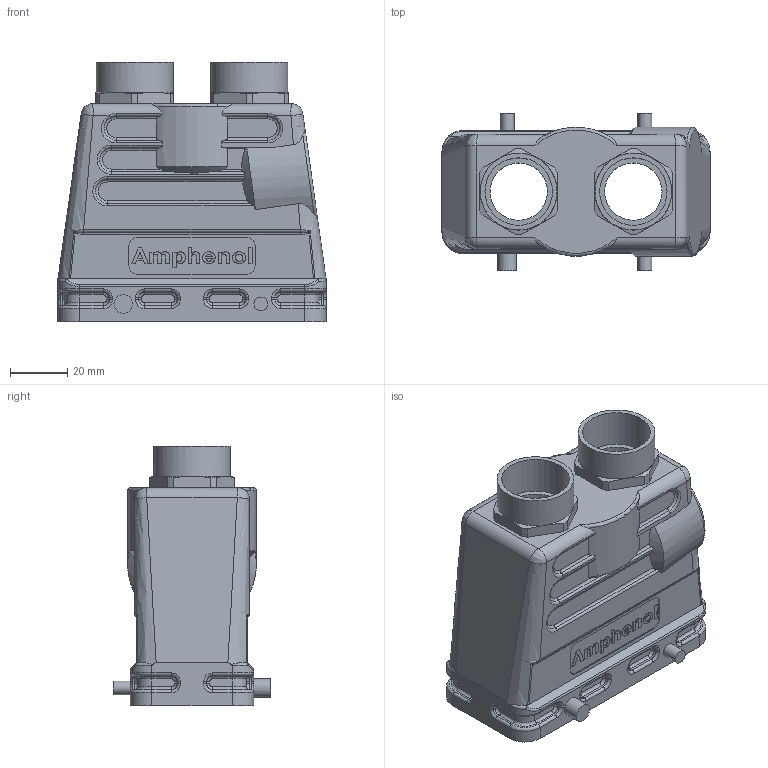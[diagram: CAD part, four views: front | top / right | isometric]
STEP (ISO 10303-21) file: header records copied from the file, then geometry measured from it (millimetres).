
FILE_DESCRIPTION(/* description */ (''),/* implementation_level */ '2;1');
FILE_NAME(/* name */ 'c146 10r016 910 8nxc001-01.stp',/* time_stamp */ '2021-12-15T10:22:38+01:00',/* author */ (''),/* organization */ (''),/* preprocessor_version */ 'ST-DEVELOPER v16.7',/* originating_system */ 'SIEMENS PLM Software NX 12.0',/* authorisation */ '');
FILE_SCHEMA (('AUTOMOTIVE_DESIGN { 1 0 10303 214 3 1 1 1 }'));
Length unit declared in the file: millimetre
Products named in the file (4): n 16 025 0112 1nxm001-01; C146 K42 252 E8-01_29971ID; c146 10r016 910 8nxm001-01; c146 10r016 910 8nxc001-01
Assembly tree (4 placements, depth 3):
  c146 10r016 910 8nxc001-01
    c146 10r016 910 8nxm001-01
      C146 K42 252 E8-01_29971ID
      n 16 025 0112 1nxm001-01  x2
Bounding box: 93.51 x 55 x 90.5 mm (x, y, z)
Volume: 65950.6 mm3; surface area: 48026.4 mm2
Topology: 1 solids, 1 shells, 721 faces, 1782 edges, 1094 vertices
Faces by surface type: plane 221, bspline 209, cylinder 203, extrusion 66, cone 14, torus 4, sphere 2, revolution 2
Full cylindrical faces by diameter (mm): 2.5 x4, 4.8 x3, 6.5 x1, 20 x2, 23.539 x2, 25 x2, 26.8 x2
Entity records: 32401 total; most frequent: CARTESIAN_POINT 12311, ORIENTED_EDGE 3436, DIRECTION 2816, EDGE_CURVE 1718, VERTEX_POINT 1075, AXIS2_PLACEMENT_3D 993, VECTOR 828, EDGE_LOOP 797
